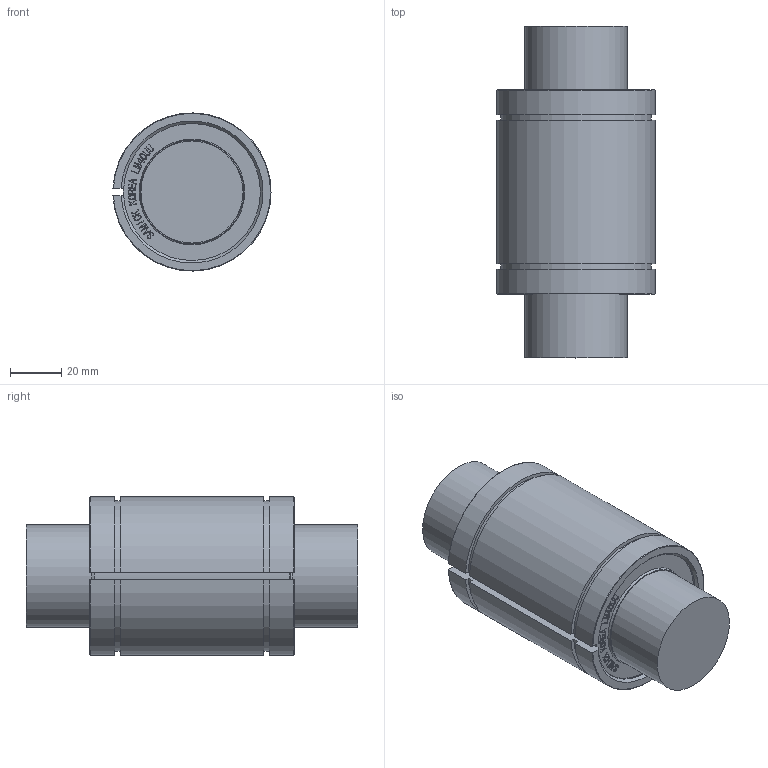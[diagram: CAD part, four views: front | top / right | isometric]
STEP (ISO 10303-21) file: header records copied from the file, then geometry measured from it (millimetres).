
FILE_DESCRIPTION((''),'2;1');
FILE_NAME('LME40UUAJ.stp','2013-02-05T19:11:20',('user2'),(''),'Autodesk Inventor 2012','Autodesk Inventor 2012','');
FILE_SCHEMA(('AUTOMOTIVE_DESIGN { 1 0 10303 214 1 1 1 1 }'));
Length unit declared in the file: millimetre
Products named in the file (1): LME40UUAJ
Bounding box: 61.96 x 130 x 61.98 mm (x, y, z)
Volume: 298697.4 mm3; surface area: 30357 mm2
Topology: 1 solids, 1 shells, 830 faces, 2332 edges, 1554 vertices
Faces by surface type: bspline 572, plane 242, cylinder 10, cone 4, torus 2
Full cylindrical faces by diameter (mm): 40 x2
Entity records: 28159 total; most frequent: CARTESIAN_POINT 9901, ORIENTED_EDGE 4652, EDGE_CURVE 2326, DIRECTION 1720, VERTEX_POINT 1552, VECTOR 1146, LINE 1146, QUASI_UNIFORM_CURVE 1144
